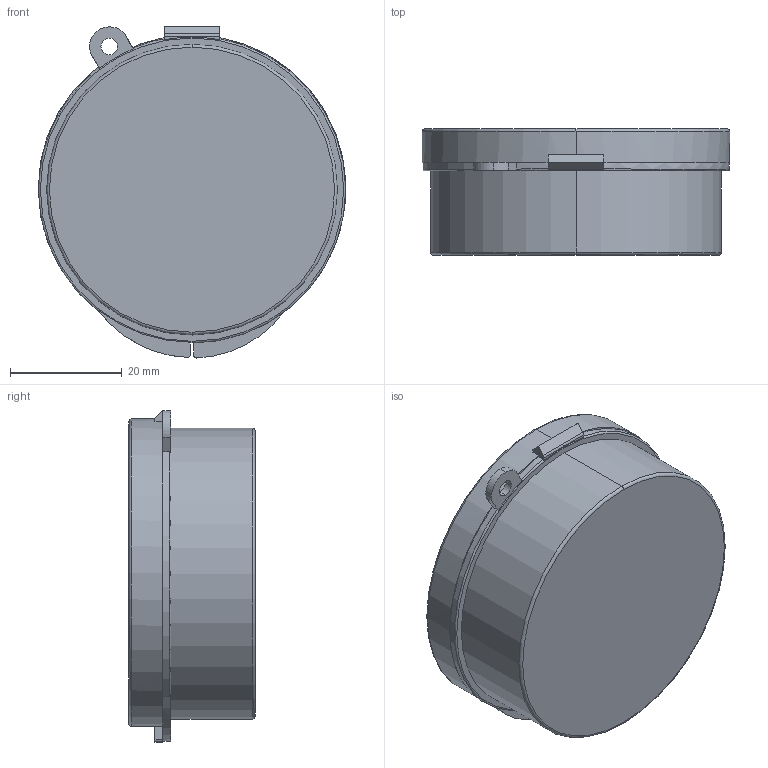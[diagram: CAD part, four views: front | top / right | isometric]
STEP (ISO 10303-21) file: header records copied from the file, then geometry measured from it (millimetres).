
FILE_DESCRIPTION (( 'STEP AP214' ), '1' );
FILE_NAME ('B174 Êîðîáêà ïëàñòèêîâàÿ, O50x20 ìì.STEP', '2020-03-12T12:43:05', ( 'Ïîëüçîâàòåëü Windows' ), ( '' ), 'SwSTEP 2.0', 'SolidWorks 2019', '' );
FILE_SCHEMA (( 'AUTOMOTIVE_DESIGN' ));
Length unit declared in the file: millimetre
Products named in the file (3): B174 澎觐耱黖00; B174 Êðûøêà_00; B174 Êîðîáêà ïëàñòèêîâàÿ, O50x20 ìì
Assembly tree (2 placements, depth 2):
  B174 Êîðîáêà ïëàñòèêîâàÿ, O50x20 ìì
    B174 澎觐耱黖00
    B174 Êðûøêà_00
Bounding box: 55 x 22.56 x 59.38 mm (x, y, z)
Volume: 11735.1 mm3; surface area: 18262.3 mm2
Topology: 4 solids, 4 shells, 94 faces, 207 edges, 130 vertices
Faces by surface type: plane 38, cylinder 33, torus 17, cone 6
Entity records: 2768 total; most frequent: DIRECTION 514, CARTESIAN_POINT 463, ORIENTED_EDGE 416, AXIS2_PLACEMENT_3D 212, EDGE_CURVE 208, VERTEX_POINT 131, CIRCLE 113, EDGE_LOOP 105
